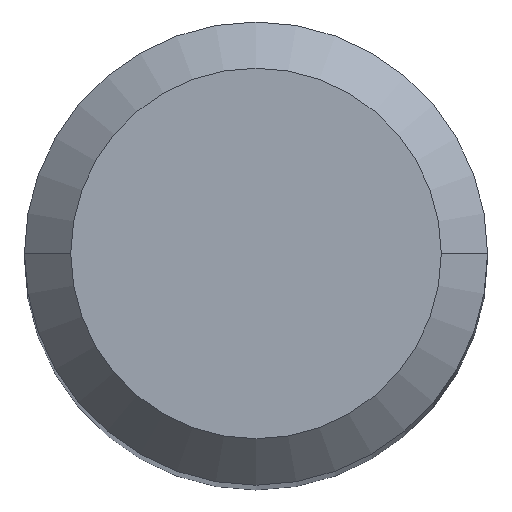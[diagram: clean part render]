
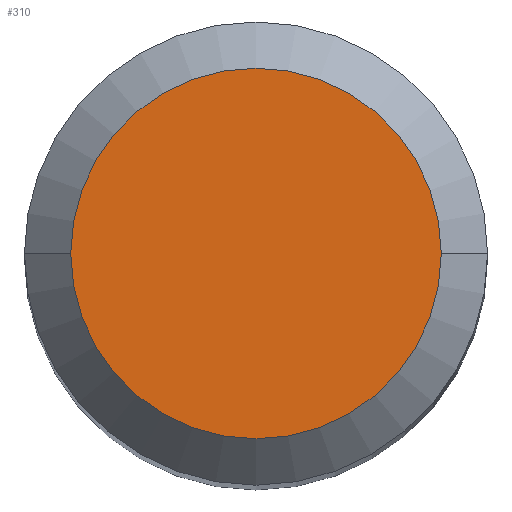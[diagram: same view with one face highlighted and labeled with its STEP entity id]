
A CAD part, top view. The second image highlights one B-rep face of the part: STEP entity #310.
In plain terms, the highlighted planar face has unit normal (0, 0, 1).
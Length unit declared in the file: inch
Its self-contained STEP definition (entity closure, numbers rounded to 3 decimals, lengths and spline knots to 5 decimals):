
#2 = EDGE_LOOP ( 'NONE', ( #111, #99 ) ) ;
#6 = EDGE_CURVE ( 'NONE', #8, #236, #134, .T. ) ;
#8 = VERTEX_POINT ( 'NONE', #190 ) ;
#28 = CARTESIAN_POINT ( 'NONE',  ( 0., 0., 0. ) ) ;
#31 = DIRECTION ( 'NONE',  ( -1., 0., 0. ) ) ;
#35 = CIRCLE ( 'NONE', #254, 0.09448 ) ;
#99 = ORIENTED_EDGE ( 'NONE', *, *, #271, .T. ) ;
#101 = CARTESIAN_POINT ( 'NONE',  ( 0., 0., 0. ) ) ;
#111 = ORIENTED_EDGE ( 'NONE', *, *, #6, .T. ) ;
#134 = CIRCLE ( 'NONE', #231, 0.09448 ) ;
#143 = PLANE ( 'NONE',  #158 ) ;
#152 = DIRECTION ( 'NONE',  ( 1., 0., 0. ) ) ;
#158 = AXIS2_PLACEMENT_3D ( 'NONE', #101, #188, #31 ) ;
#188 = DIRECTION ( 'NONE',  ( 0., 0., -1. ) ) ;
#190 = CARTESIAN_POINT ( 'NONE',  ( -0.09448, 0., 0. ) ) ;
#220 = CARTESIAN_POINT ( 'NONE',  ( 0., 0., 0. ) ) ;
#231 = AXIS2_PLACEMENT_3D ( 'NONE', #220, #374, #152 ) ;
#236 = VERTEX_POINT ( 'NONE', #297 ) ;
#254 = AXIS2_PLACEMENT_3D ( 'NONE', #28, #336, #446 ) ;
#257 = FACE_OUTER_BOUND ( 'NONE', #2, .T. ) ;
#271 = EDGE_CURVE ( 'NONE', #236, #8, #35, .T. ) ;
#297 = CARTESIAN_POINT ( 'NONE',  ( 0.09448, 0., 0. ) ) ;
#310 = ADVANCED_FACE ( 'NONE', ( #257 ), #143, .F. ) ;
#336 = DIRECTION ( 'NONE',  ( 0., 0., 1. ) ) ;
#374 = DIRECTION ( 'NONE',  ( 0., 0., 1. ) ) ;
#446 = DIRECTION ( 'NONE',  ( 1., 0., 0. ) ) ;
